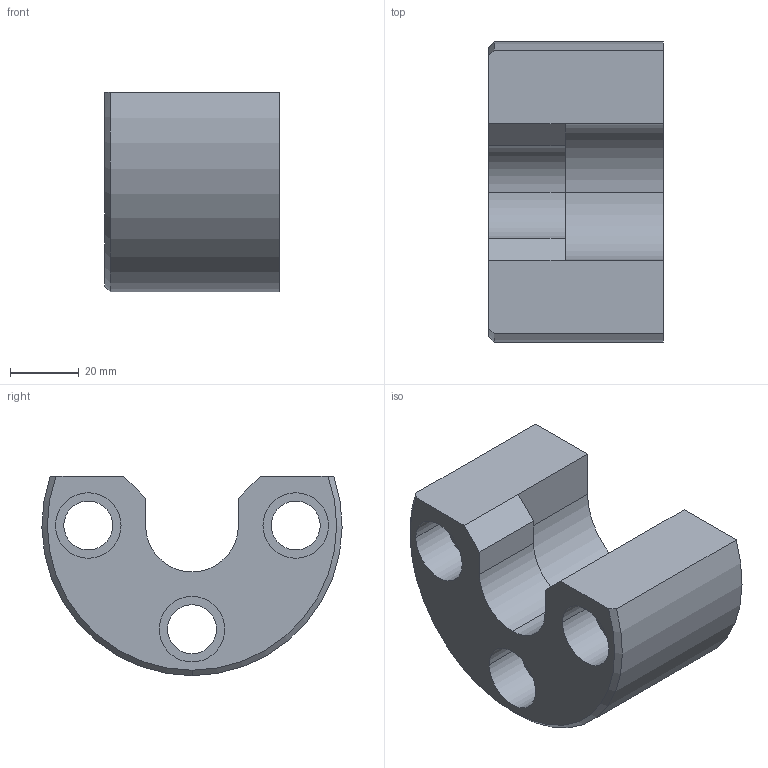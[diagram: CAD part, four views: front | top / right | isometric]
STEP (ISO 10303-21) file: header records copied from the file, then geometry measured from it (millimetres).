
FILE_DESCRIPTION((''),'2;1');
FILE_NAME('E150','2000-06-30T11:36:48',(''),(''),'AutoCAD STEP 2000','AutoCAD 2000',', , ');
FILE_SCHEMA(('CONFIG_CONTROL_DESIGN'));
Length unit declared in the file: inch
Bounding box: 50.8 x 87.31 x 57.94 mm (x, y, z)
Volume: 135373.5 mm3; surface area: 28202 mm2
Topology: 1 solids, 1 shells, 34 faces, 84 edges, 55 vertices
Faces by surface type: cylinder 18, plane 14, cone 2
Entity records: 1131 total; most frequent: DIRECTION 190, CARTESIAN_POINT 178, ORIENTED_EDGE 168, EDGE_CURVE 84, AXIS2_PLACEMENT_3D 73, VERTEX_POINT 55, VECTOR 44, LINE 44
